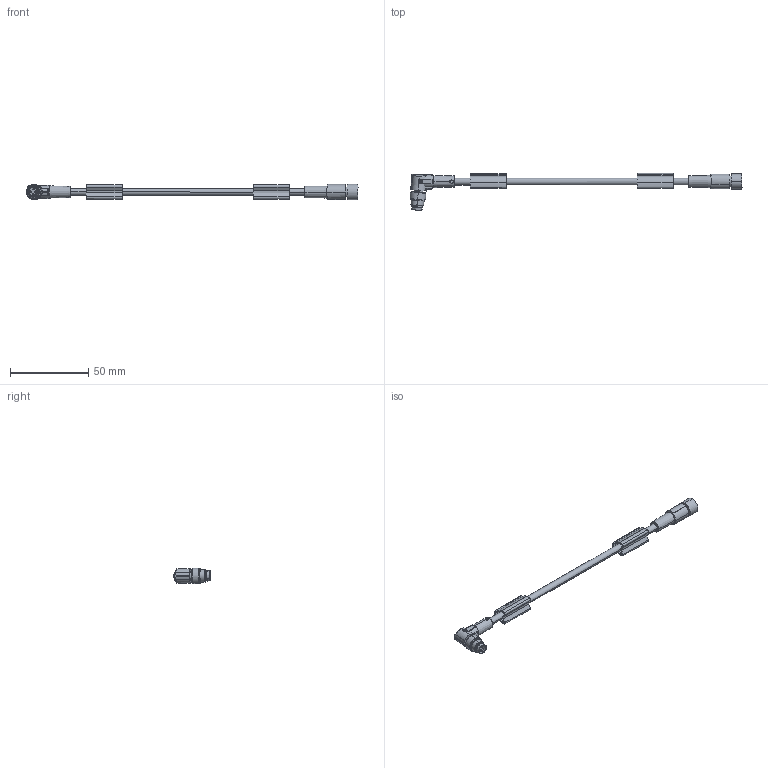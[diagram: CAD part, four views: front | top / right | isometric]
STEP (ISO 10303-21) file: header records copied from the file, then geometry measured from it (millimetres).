
FILE_DESCRIPTION(('SolidDesigner STEP Export'),'2;1');
FILE_NAME('1682058.stp','2011-11-30T10:37:12',(''),(''),'CoCreate Modeling STEP processor for AP214 (Solid Model)','CoCreate Modeling 16.00A 16-Aug-2008 (C) Parametric Technology GmbH','');
FILE_SCHEMA(('AUTOMOTIVE_DESIGN { 1 0 10303 214 1 1 1 1 }'));
Length unit declared in the file: millimetre
Products named in the file (2): 1682058
Assembly tree (1 placements, depth 2):
  1682058
    1682058
Bounding box: 212.61 x 23.76 x 10.1 mm (x, y, z)
Volume: 7420.2 mm3; surface area: 7867.5 mm2
Topology: 1 solids, 1 shells, 437 faces, 1200 edges, 782 vertices
Faces by surface type: cylinder 174, plane 135, extrusion 63, cone 32, torus 16, sphere 12, bspline 5
Entity records: 24047 total; most frequent: CARTESIAN_POINT 10569, ORIENTED_EDGE 2376, DIRECTION 1695, EDGE_CURVE 1188, VERTEX_POINT 782, AXIS2_PLACEMENT_3D 567, VECTOR 561, LINE 507
